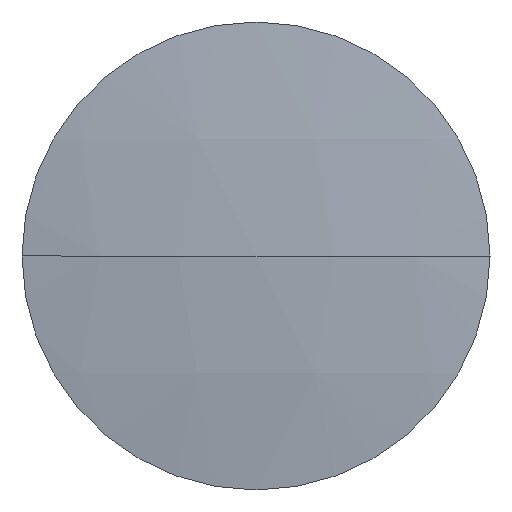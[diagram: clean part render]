
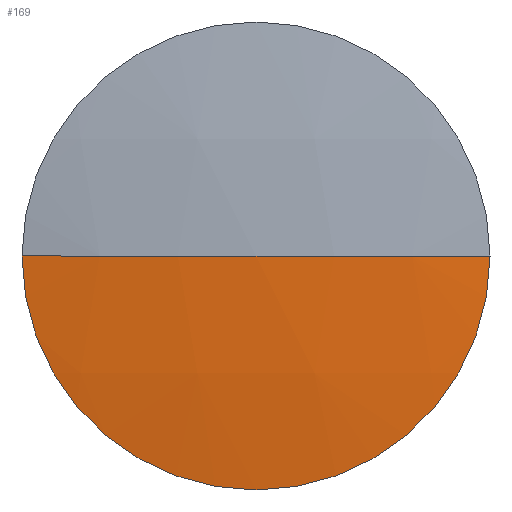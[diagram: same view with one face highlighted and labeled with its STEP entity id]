
A CAD part, left-side view. The second image highlights one B-rep face of the part: STEP entity #169.
In plain terms, the highlighted spherical face has radius 136.3 mm.
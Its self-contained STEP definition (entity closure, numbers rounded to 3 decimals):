
#1 = AXIS2_PLACEMENT_3D ( 'NONE', #49, #84, #161 ) ;
#3 = EDGE_CURVE ( 'NONE', #71, #23, #38, .T. ) ;
#8 = ORIENTED_EDGE ( 'NONE', *, *, #173, .T. ) ;
#22 = DIRECTION ( 'NONE',  ( 1., 0., 0. ) ) ;
#23 = VERTEX_POINT ( 'NONE', #132 ) ;
#25 = DIRECTION ( 'NONE',  ( 0., 0., -1. ) ) ;
#29 = CARTESIAN_POINT ( 'NONE',  ( 259.155, 65.217, 0. ) ) ;
#35 = CARTESIAN_POINT ( 'NONE',  ( 124.19, 65.217, 0. ) ) ;
#38 = CIRCLE ( 'NONE', #50, 136.3 ) ;
#46 = DIRECTION ( 'NONE',  ( 0., -1., 0. ) ) ;
#49 = CARTESIAN_POINT ( 'NONE',  ( 259.155, 65.217, 0. ) ) ;
#50 = AXIS2_PLACEMENT_3D ( 'NONE', #29, #148, #22 ) ;
#64 = EDGE_CURVE ( 'NONE', #71, #124, #66, .T. ) ;
#66 = CIRCLE ( 'NONE', #131, 19.025 ) ;
#67 = DIRECTION ( 'NONE',  ( -1., 0., 0. ) ) ;
#71 = VERTEX_POINT ( 'NONE', #120 ) ;
#72 = CARTESIAN_POINT ( 'NONE',  ( 124.19, 46.192, 0. ) ) ;
#84 = DIRECTION ( 'NONE',  ( 0., 0., -1. ) ) ;
#99 = CARTESIAN_POINT ( 'NONE',  ( 259.155, 65.217, 0. ) ) ;
#115 = EDGE_LOOP ( 'NONE', ( #158, #8, #133 ) ) ;
#120 = CARTESIAN_POINT ( 'NONE',  ( 124.19, 84.242, 0. ) ) ;
#124 = VERTEX_POINT ( 'NONE', #72 ) ;
#128 = DIRECTION ( 'NONE',  ( 0., 1., 0. ) ) ;
#130 = CIRCLE ( 'NONE', #191, 136.3 ) ;
#131 = AXIS2_PLACEMENT_3D ( 'NONE', #35, #67, #46 ) ;
#132 = CARTESIAN_POINT ( 'NONE',  ( 122.855, 65.217, 0. ) ) ;
#133 = ORIENTED_EDGE ( 'NONE', *, *, #3, .F. ) ;
#148 = DIRECTION ( 'NONE',  ( 0., 0., 1. ) ) ;
#158 = ORIENTED_EDGE ( 'NONE', *, *, #64, .T. ) ;
#161 = DIRECTION ( 'NONE',  ( 0., 1., 0. ) ) ;
#169 = ADVANCED_FACE ( 'NONE', ( #177 ), #171, .T. ) ;
#171 = SPHERICAL_SURFACE ( 'NONE', #1, 136.3 ) ;
#173 = EDGE_CURVE ( 'NONE', #124, #23, #130, .T. ) ;
#177 = FACE_OUTER_BOUND ( 'NONE', #115, .T. ) ;
#191 = AXIS2_PLACEMENT_3D ( 'NONE', #99, #25, #128 ) ;
